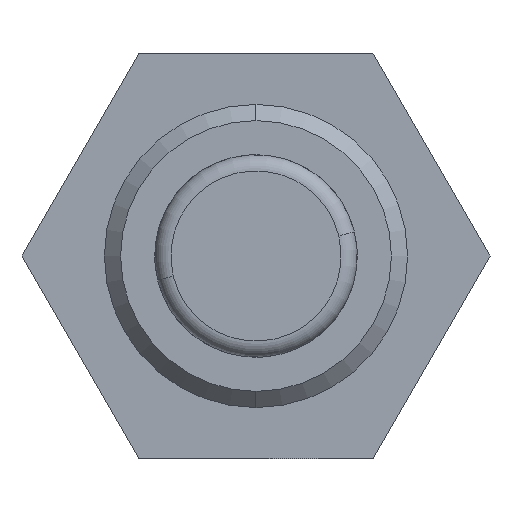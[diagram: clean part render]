
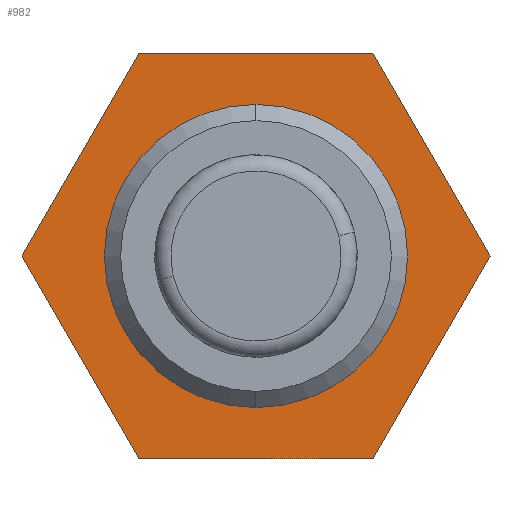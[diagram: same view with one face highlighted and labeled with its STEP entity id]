
A CAD part, front view. The second image highlights one B-rep face of the part: STEP entity #982.
In plain terms, the highlighted planar face has unit normal (0, -1, 0).
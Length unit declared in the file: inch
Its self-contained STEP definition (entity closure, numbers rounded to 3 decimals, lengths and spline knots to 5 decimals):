
#22 = LINE ( 'NONE', #284, #1565 ) ;
#32 = EDGE_LOOP ( 'NONE', ( #272, #1185 ) ) ;
#109 = CARTESIAN_POINT ( 'NONE',  ( -1.50815, -1., -0.84326 ) ) ;
#145 = EDGE_CURVE ( 'NONE', #989, #772, #1400, .T. ) ;
#182 = VERTEX_POINT ( 'NONE', #109 ) ;
#195 = LINE ( 'NONE', #1540, #539 ) ;
#196 = DIRECTION ( 'NONE',  ( 0.5, 0., 0.866 ) ) ;
#204 = VERTEX_POINT ( 'NONE', #986 ) ;
#211 = ORIENTED_EDGE ( 'NONE', *, *, #696, .T. ) ;
#272 = ORIENTED_EDGE ( 'NONE', *, *, #949, .F. ) ;
#284 = CARTESIAN_POINT ( 'NONE',  ( -1.65249, -1., -0.40626 ) ) ;
#317 = AXIS2_PLACEMENT_3D ( 'NONE', #1195, #473, #1317 ) ;
#351 = CARTESIAN_POINT ( 'NONE',  ( -1.65249, -1., -0.90626 ) ) ;
#356 = CARTESIAN_POINT ( 'NONE',  ( -1.79683, -1., -0.65626 ) ) ;
#406 = AXIS2_PLACEMENT_3D ( 'NONE', #1559, #1567, #853 ) ;
#431 = LINE ( 'NONE', #1327, #1047 ) ;
#449 = EDGE_CURVE ( 'NONE', #976, #989, #22, .T. ) ;
#465 = FACE_OUTER_BOUND ( 'NONE', #1235, .T. ) ;
#473 = DIRECTION ( 'NONE',  ( 0., -1., 0. ) ) ;
#479 = PLANE ( 'NONE',  #406 ) ;
#486 = EDGE_CURVE ( 'NONE', #1421, #976, #611, .T. ) ;
#489 = DIRECTION ( 'NONE',  ( 0.5, 0., -0.866 ) ) ;
#520 = VECTOR ( 'NONE', #740, 39.37008 ) ;
#539 = VECTOR ( 'NONE', #196, 39.37008 ) ;
#611 = LINE ( 'NONE', #1337, #1485 ) ;
#640 = EDGE_CURVE ( 'NONE', #182, #1388, #926, .T. ) ;
#657 = ORIENTED_EDGE ( 'NONE', *, *, #763, .T. ) ;
#696 = EDGE_CURVE ( 'NONE', #772, #752, #1193, .T. ) ;
#699 = CIRCLE ( 'NONE', #317, 0.187 ) ;
#734 = DIRECTION ( 'NONE',  ( 0., -1., 0. ) ) ;
#740 = DIRECTION ( 'NONE',  ( 1., 0., 0. ) ) ;
#752 = VERTEX_POINT ( 'NONE', #825 ) ;
#763 = EDGE_CURVE ( 'NONE', #752, #204, #195, .T. ) ;
#772 = VERTEX_POINT ( 'NONE', #1067 ) ;
#784 = CARTESIAN_POINT ( 'NONE',  ( -1.50815, -1., -0.46926 ) ) ;
#803 = FACE_BOUND ( 'NONE', #32, .T. ) ;
#825 = CARTESIAN_POINT ( 'NONE',  ( -1.36382, -1., -0.90626 ) ) ;
#849 = CARTESIAN_POINT ( 'NONE',  ( -1.65249, -1., -0.40626 ) ) ;
#853 = DIRECTION ( 'NONE',  ( 0., 0., -1. ) ) ;
#926 = CIRCLE ( 'NONE', #1268, 0.187 ) ;
#949 = EDGE_CURVE ( 'NONE', #1388, #182, #699, .T. ) ;
#976 = VERTEX_POINT ( 'NONE', #849 ) ;
#982 = ADVANCED_FACE ( 'NONE', ( #803, #465 ), #479, .T. ) ;
#986 = CARTESIAN_POINT ( 'NONE',  ( -1.21948, -1., -0.65626 ) ) ;
#989 = VERTEX_POINT ( 'NONE', #1322 ) ;
#1007 = DIRECTION ( 'NONE',  ( -0.5, 0., 0.866 ) ) ;
#1028 = EDGE_CURVE ( 'NONE', #204, #1421, #431, .T. ) ;
#1047 = VECTOR ( 'NONE', #1007, 39.37008 ) ;
#1067 = CARTESIAN_POINT ( 'NONE',  ( -1.65249, -1., -0.90626 ) ) ;
#1120 = ORIENTED_EDGE ( 'NONE', *, *, #486, .T. ) ;
#1154 = ORIENTED_EDGE ( 'NONE', *, *, #449, .T. ) ;
#1185 = ORIENTED_EDGE ( 'NONE', *, *, #640, .F. ) ;
#1193 = LINE ( 'NONE', #351, #520 ) ;
#1195 = CARTESIAN_POINT ( 'NONE',  ( -1.50815, -1., -0.65626 ) ) ;
#1235 = EDGE_LOOP ( 'NONE', ( #1120, #1154, #1301, #211, #657, #1292 ) ) ;
#1266 = CARTESIAN_POINT ( 'NONE',  ( -1.36382, -1., -0.40626 ) ) ;
#1268 = AXIS2_PLACEMENT_3D ( 'NONE', #1444, #734, #1563 ) ;
#1292 = ORIENTED_EDGE ( 'NONE', *, *, #1028, .T. ) ;
#1301 = ORIENTED_EDGE ( 'NONE', *, *, #145, .T. ) ;
#1317 = DIRECTION ( 'NONE',  ( 0., 0., -1. ) ) ;
#1322 = CARTESIAN_POINT ( 'NONE',  ( -1.79683, -1., -0.65626 ) ) ;
#1327 = CARTESIAN_POINT ( 'NONE',  ( -1.21948, -1., -0.65626 ) ) ;
#1337 = CARTESIAN_POINT ( 'NONE',  ( -1.36382, -1., -0.40626 ) ) ;
#1376 = DIRECTION ( 'NONE',  ( -0.5, 0., -0.866 ) ) ;
#1388 = VERTEX_POINT ( 'NONE', #784 ) ;
#1400 = LINE ( 'NONE', #356, #1433 ) ;
#1421 = VERTEX_POINT ( 'NONE', #1266 ) ;
#1433 = VECTOR ( 'NONE', #489, 39.37008 ) ;
#1444 = CARTESIAN_POINT ( 'NONE',  ( -1.50815, -1., -0.65626 ) ) ;
#1458 = DIRECTION ( 'NONE',  ( -1., 0., 0. ) ) ;
#1485 = VECTOR ( 'NONE', #1458, 39.37008 ) ;
#1540 = CARTESIAN_POINT ( 'NONE',  ( -1.36382, -1., -0.90626 ) ) ;
#1559 = CARTESIAN_POINT ( 'NONE',  ( -1.65249, -1., -0.40626 ) ) ;
#1563 = DIRECTION ( 'NONE',  ( 0., 0., -1. ) ) ;
#1565 = VECTOR ( 'NONE', #1376, 39.37008 ) ;
#1567 = DIRECTION ( 'NONE',  ( 0., -1., 0. ) ) ;
